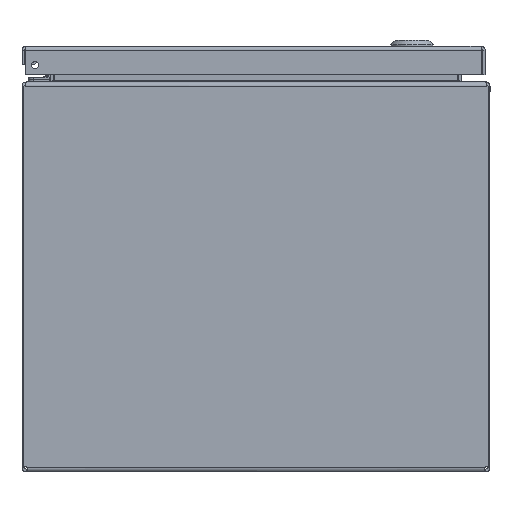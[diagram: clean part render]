
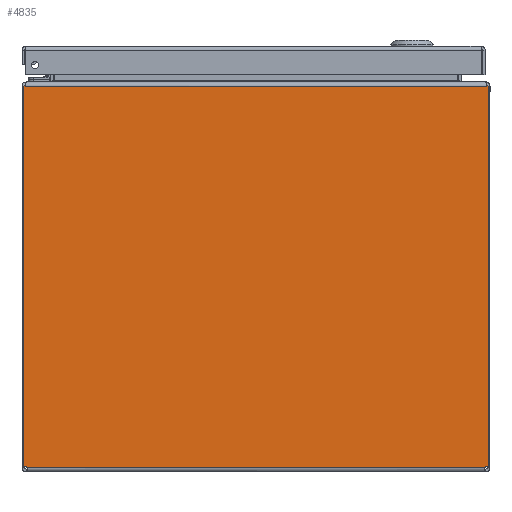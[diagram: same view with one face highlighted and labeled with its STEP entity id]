
A CAD part, front view. The second image highlights one B-rep face of the part: STEP entity #4835.
In plain terms, the highlighted planar face has unit normal (0, -1, 0).
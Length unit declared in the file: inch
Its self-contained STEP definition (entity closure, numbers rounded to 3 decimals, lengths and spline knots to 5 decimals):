
#3280=CARTESIAN_POINT('',(11.91495,0.,9.89475));
#3281=VERTEX_POINT('',#3280);
#3313=CARTESIAN_POINT('',(0.08505,0.,9.89475));
#3314=VERTEX_POINT('',#3313);
#3328=CARTESIAN_POINT('',(11.91495,0.,9.89475));
#3329=DIRECTION('',(-1.0,0.0,0.0));
#3330=VECTOR('',#3329,11.8299);
#3331=LINE('',#3328,#3330);
#3332=EDGE_CURVE('',#3281,#3314,#3331,.T.);
#3500=CARTESIAN_POINT('',(0.037,0.,9.89475));
#3501=VERTEX_POINT('',#3500);
#3508=CARTESIAN_POINT('',(0.08505,0.,9.89475));
#3509=DIRECTION('',(-1.0,0.0,0.0));
#3510=VECTOR('',#3509,0.04805);
#3511=LINE('',#3508,#3510);
#3512=EDGE_CURVE('',#3314,#3501,#3511,.T.);
#3523=CARTESIAN_POINT('',(11.963,0.,9.89475));
#3524=VERTEX_POINT('',#3523);
#3525=CARTESIAN_POINT('',(11.963,0.,9.89475));
#3526=DIRECTION('',(-1.0,0.0,0.0));
#3527=VECTOR('',#3526,0.04805);
#3528=LINE('',#3525,#3527);
#3529=EDGE_CURVE('',#3524,#3281,#3528,.T.);
#3554=CARTESIAN_POINT('',(11.963,0.,0.13375));
#3555=VERTEX_POINT('',#3554);
#3556=CARTESIAN_POINT('',(11.963,0.,9.89475));
#3557=DIRECTION('',(0.0,0.0,-1.0));
#3558=VECTOR('',#3557,9.761);
#3559=LINE('',#3556,#3558);
#3560=EDGE_CURVE('',#3524,#3555,#3559,.T.);
#4767=CARTESIAN_POINT('',(0.13797,0.,0.10525));
#4768=VERTEX_POINT('',#4767);
#4775=CARTESIAN_POINT('',(0.037,0.,0.13375));
#4776=VERTEX_POINT('',#4775);
#4777=CARTESIAN_POINT('',(0.07489,0.,0.07489));
#4778=DIRECTION('',(0.0,1.0,0.0));
#4779=DIRECTION('',(1.0,0.0,0.0));
#4780=AXIS2_PLACEMENT_3D('',#4777,#4778,#4779);
#4781=CIRCLE('',#4780,0.07);
#4782=EDGE_CURVE('',#4776,#4768,#4781,.T.);
#4802=CARTESIAN_POINT('',(6.,0.,5.02227));
#4803=DIRECTION('',(0.0,1.0,0.0));
#4804=DIRECTION('',(1.0,0.0,0.0));
#4805=AXIS2_PLACEMENT_3D('',#4802,#4803,#4804);
#4806=PLANE('',#4805);
#4807=ORIENTED_EDGE('',*,*,#3529,.T.);
#4808=ORIENTED_EDGE('',*,*,#3332,.T.);
#4809=ORIENTED_EDGE('',*,*,#3512,.T.);
#4810=CARTESIAN_POINT('',(0.037,0.,0.13375));
#4811=DIRECTION('',(0.0,0.0,1.0));
#4812=VECTOR('',#4811,9.761);
#4813=LINE('',#4810,#4812);
#4814=EDGE_CURVE('',#4776,#3501,#4813,.T.);
#4815=ORIENTED_EDGE('',*,*,#4814,.F.);
#4816=ORIENTED_EDGE('',*,*,#4782,.T.);
#4817=CARTESIAN_POINT('',(11.86203,0.,0.10525));
#4818=VERTEX_POINT('',#4817);
#4819=CARTESIAN_POINT('',(0.13797,0.,0.10525));
#4820=DIRECTION('',(1.0,0.0,0.0));
#4821=VECTOR('',#4820,11.72406);
#4822=LINE('',#4819,#4821);
#4823=EDGE_CURVE('',#4768,#4818,#4822,.T.);
#4824=ORIENTED_EDGE('',*,*,#4823,.T.);
#4825=CARTESIAN_POINT('',(11.92511,0.,0.07489));
#4826=DIRECTION('',(0.0,1.0,0.0));
#4827=DIRECTION('',(1.0,0.0,0.0));
#4828=AXIS2_PLACEMENT_3D('',#4825,#4826,#4827);
#4829=CIRCLE('',#4828,0.07);
#4830=EDGE_CURVE('',#4818,#3555,#4829,.T.);
#4831=ORIENTED_EDGE('',*,*,#4830,.T.);
#4832=ORIENTED_EDGE('',*,*,#3560,.F.);
#4833=EDGE_LOOP('',(#4807,#4808,#4809,#4815,#4816,#4824,#4831,#4832));
#4834=FACE_OUTER_BOUND('',#4833,.T.);
#4835=ADVANCED_FACE('',(#4834),#4806,.F.);
